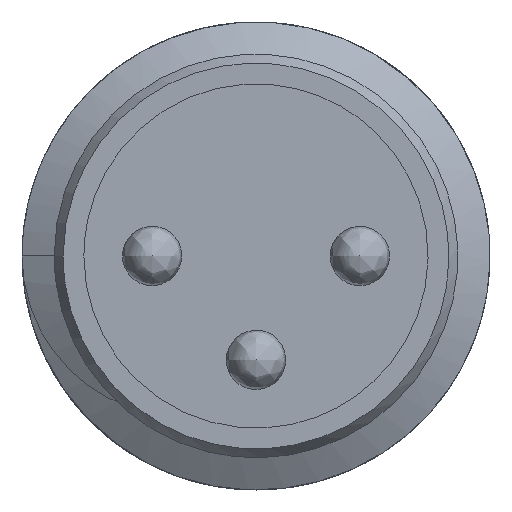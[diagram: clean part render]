
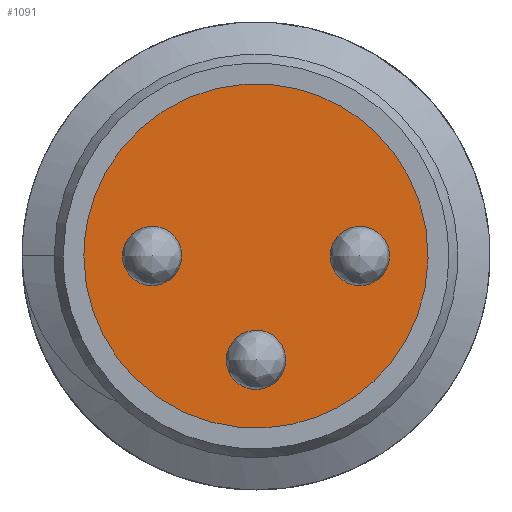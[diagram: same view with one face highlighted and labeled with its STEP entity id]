
A CAD part, left-side view. The second image highlights one B-rep face of the part: STEP entity #1091.
In plain terms, the highlighted free-form (B-spline) face has degree [1, 1] with [2, 2] control points.
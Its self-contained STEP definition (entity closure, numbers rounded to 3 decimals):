
#1020=CARTESIAN_POINT('',(5.,2.9,0.));
#1021=VERTEX_POINT('',#1020);
#1027=CARTESIAN_POINT('',(5.,2.9,0.));
#1028=CARTESIAN_POINT('',(5.,2.9,-5.023));
#1029=CARTESIAN_POINT('',(5.,-1.45,-2.511));
#1030=CARTESIAN_POINT('',(5.,-5.8,0.));
#1031=CARTESIAN_POINT('',(5.,-1.45,2.511));
#1032=CARTESIAN_POINT('',(5.,2.9,5.023));
#1033=CARTESIAN_POINT('',(5.,2.9,0.));
#1034=(BOUNDED_CURVE()B_SPLINE_CURVE(2,(#1027,#1028,#1029,#1030,#1031,#1032,#1033),.CIRCULAR_ARC.,.T.,.U.)B_SPLINE_CURVE_WITH_KNOTS((3,2,2,3),(0.,0.333,0.667,1.),.UNSPECIFIED.)CURVE()GEOMETRIC_REPRESENTATION_ITEM()RATIONAL_B_SPLINE_CURVE((1.,0.5,1.,0.5,1.,0.5,1.))REPRESENTATION_ITEM(''));
#1035=EDGE_CURVE('',#1021,#1021,#1034,.T.);
#1041=CARTESIAN_POINT('',(5.,-6.302,5.525));
#1042=CARTESIAN_POINT('',(5.,-6.302,-5.525));
#1043=CARTESIAN_POINT('',(5.,4.748,5.525));
#1044=CARTESIAN_POINT('',(5.,4.748,-5.525));
#1045=B_SPLINE_SURFACE_WITH_KNOTS('',1,1,((#1041,#1042),(#1043,#1044)),.PLANE_SURF.,.F.,.F.,.U.,(2,2),(2,2),(0.,1.),(0.,1.),.UNSPECIFIED.);
#1046=ORIENTED_EDGE('',*,*,#1035,.T.);
#1047=EDGE_LOOP('',(#1046));
#1048=FACE_OUTER_BOUND('',#1047,.T.);
#1049=CARTESIAN_POINT('',(5.,-1.25,0.));
#1050=VERTEX_POINT('',#1049);
#1051=CARTESIAN_POINT('',(5.,-1.25,0.));
#1052=CARTESIAN_POINT('',(5.,-1.25,-0.866));
#1053=CARTESIAN_POINT('',(5.,-2.,-0.433));
#1054=CARTESIAN_POINT('',(5.,-2.75,0.));
#1055=CARTESIAN_POINT('',(5.,-2.,0.433));
#1056=CARTESIAN_POINT('',(5.,-1.25,0.866));
#1057=CARTESIAN_POINT('',(5.,-1.25,0.));
#1058=(BOUNDED_CURVE()B_SPLINE_CURVE(2,(#1051,#1052,#1053,#1054,#1055,#1056,#1057),.CIRCULAR_ARC.,.T.,.U.)B_SPLINE_CURVE_WITH_KNOTS((3,2,2,3),(0.,0.333,0.667,1.),.UNSPECIFIED.)CURVE()GEOMETRIC_REPRESENTATION_ITEM()RATIONAL_B_SPLINE_CURVE((1.,0.5,1.,0.5,1.,0.5,1.))REPRESENTATION_ITEM(''));
#1059=EDGE_CURVE('',#1050,#1050,#1058,.T.);
#1060=ORIENTED_EDGE('',*,*,#1059,.F.);
#1061=EDGE_LOOP('',(#1060));
#1062=FACE_BOUND('',#1061,.T.);
#1063=CARTESIAN_POINT('',(5.,2.25,0.));
#1064=VERTEX_POINT('',#1063);
#1065=CARTESIAN_POINT('',(5.,2.25,0.));
#1066=CARTESIAN_POINT('',(5.,2.25,-0.866));
#1067=CARTESIAN_POINT('',(5.,1.5,-0.433));
#1068=CARTESIAN_POINT('',(5.,0.75,0.));
#1069=CARTESIAN_POINT('',(5.,1.5,0.433));
#1070=CARTESIAN_POINT('',(5.,2.25,0.866));
#1071=CARTESIAN_POINT('',(5.,2.25,0.));
#1072=(BOUNDED_CURVE()B_SPLINE_CURVE(2,(#1065,#1066,#1067,#1068,#1069,#1070,#1071),.CIRCULAR_ARC.,.T.,.U.)B_SPLINE_CURVE_WITH_KNOTS((3,2,2,3),(0.,0.333,0.667,1.),.UNSPECIFIED.)CURVE()GEOMETRIC_REPRESENTATION_ITEM()RATIONAL_B_SPLINE_CURVE((1.,0.5,1.,0.5,1.,0.5,1.))REPRESENTATION_ITEM(''));
#1073=EDGE_CURVE('',#1064,#1064,#1072,.T.);
#1074=ORIENTED_EDGE('',*,*,#1073,.F.);
#1075=EDGE_LOOP('',(#1074));
#1076=FACE_BOUND('',#1075,.T.);
#1077=CARTESIAN_POINT('',(5.,0.5,-1.75));
#1078=VERTEX_POINT('',#1077);
#1079=CARTESIAN_POINT('',(5.,0.5,-1.75));
#1080=CARTESIAN_POINT('',(5.,0.5,-2.616));
#1081=CARTESIAN_POINT('',(5.,-0.25,-2.183));
#1082=CARTESIAN_POINT('',(5.,-1.,-1.75));
#1083=CARTESIAN_POINT('',(5.,-0.25,-1.317));
#1084=CARTESIAN_POINT('',(5.,0.5,-0.884));
#1085=CARTESIAN_POINT('',(5.,0.5,-1.75));
#1086=(BOUNDED_CURVE()B_SPLINE_CURVE(2,(#1079,#1080,#1081,#1082,#1083,#1084,#1085),.CIRCULAR_ARC.,.T.,.U.)B_SPLINE_CURVE_WITH_KNOTS((3,2,2,3),(0.,0.333,0.667,1.),.UNSPECIFIED.)CURVE()GEOMETRIC_REPRESENTATION_ITEM()RATIONAL_B_SPLINE_CURVE((1.,0.5,1.,0.5,1.,0.5,1.))REPRESENTATION_ITEM(''));
#1087=EDGE_CURVE('',#1078,#1078,#1086,.T.);
#1088=ORIENTED_EDGE('',*,*,#1087,.F.);
#1089=EDGE_LOOP('',(#1088));
#1090=FACE_BOUND('',#1089,.T.);
#1091=ADVANCED_FACE('',(#1048,#1062,#1076,#1090),#1045,.T.);
